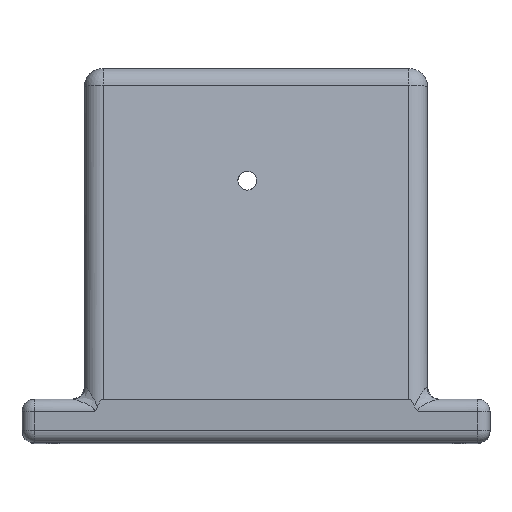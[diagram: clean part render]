
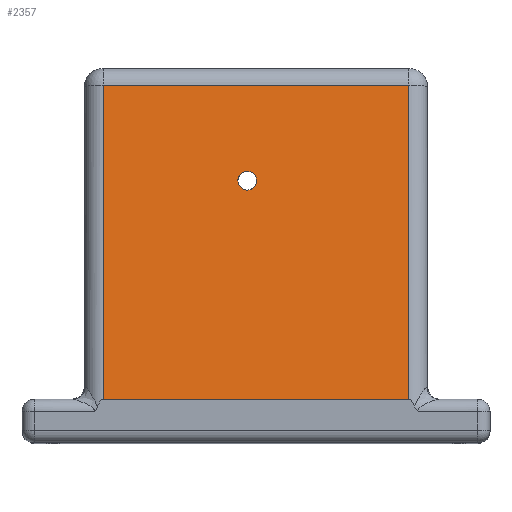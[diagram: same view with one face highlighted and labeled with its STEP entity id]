
A CAD part, top view. The second image highlights one B-rep face of the part: STEP entity #2357.
In plain terms, the highlighted planar face has unit normal (0, 0.113, 0.994).
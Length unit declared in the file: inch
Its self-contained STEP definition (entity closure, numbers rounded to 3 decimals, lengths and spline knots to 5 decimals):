
#273=DIRECTION('',(-1.,0.,0.));
#274=VECTOR('',#273,49.);
#275=CARTESIAN_POINT('',(62.,0.,0.));
#276=LINE('',#275,#274);
#470=DIRECTION('',(0.,-0.994,0.112));
#471=VECTOR('',#470,50.659);
#472=CARTESIAN_POINT('',(62.,50.33747,-5.69858));
#473=LINE('',#472,#471);
#474=DIRECTION('',(0.,0.994,-0.112));
#475=VECTOR('',#474,50.659);
#476=CARTESIAN_POINT('',(13.,0.,0.));
#477=LINE('',#476,#475);
#478=DIRECTION('',(1.,0.,0.));
#479=VECTOR('',#478,49.);
#480=CARTESIAN_POINT('',(13.,50.33747,-5.69858));
#481=LINE('',#480,#479);
#482=CARTESIAN_POINT('',(34.6,35.,-3.96226));
#483=CARTESIAN_POINT('',(34.6,34.82322,-3.94225));
#484=CARTESIAN_POINT('',(34.66436,34.44133,-3.89902));
#485=CARTESIAN_POINT('',(35.00664,33.90766,-3.8386));
#486=CARTESIAN_POINT('',(35.54513,33.56407,-3.79971));
#487=CARTESIAN_POINT('',(36.1,33.46796,-3.78883));
#488=CARTESIAN_POINT('',(36.65487,33.56407,-3.79971));
#489=CARTESIAN_POINT('',(37.19336,33.90766,-3.8386));
#490=CARTESIAN_POINT('',(37.53564,34.44133,-3.89902));
#491=CARTESIAN_POINT('',(37.6,34.82322,-3.94225));
#492=CARTESIAN_POINT('',(37.6,35.,-3.96226));
#494=CARTESIAN_POINT('',(37.6,35.,-3.96226));
#495=CARTESIAN_POINT('',(37.6,35.17678,-3.98228));
#496=CARTESIAN_POINT('',(37.53564,35.55867,-4.02551));
#497=CARTESIAN_POINT('',(37.19336,36.09234,-4.08593));
#498=CARTESIAN_POINT('',(36.65487,36.43593,-4.12482));
#499=CARTESIAN_POINT('',(36.1,36.53204,-4.1357));
#500=CARTESIAN_POINT('',(35.54513,36.43593,-4.12482));
#501=CARTESIAN_POINT('',(35.00664,36.09234,-4.08593));
#502=CARTESIAN_POINT('',(34.66436,35.55867,-4.02551));
#503=CARTESIAN_POINT('',(34.6,35.17678,-3.98228));
#504=CARTESIAN_POINT('',(34.6,35.,-3.96226));
#1545=CARTESIAN_POINT('',(62.,50.33747,-5.69858));
#1546=CARTESIAN_POINT('',(62.,0.,0.));
#1547=VERTEX_POINT('',#1545);
#1548=VERTEX_POINT('',#1546);
#1551=CARTESIAN_POINT('',(13.,50.33747,-5.69858));
#1552=VERTEX_POINT('',#1551);
#1553=CARTESIAN_POINT('',(13.,0.,0.));
#1554=VERTEX_POINT('',#1553);
#1691=VERTEX_POINT('',#482);
#1692=VERTEX_POINT('',#492);
#2340=CARTESIAN_POINT('',(65.,0.,0.));
#2341=DIRECTION('',(0.,0.112,0.994));
#2342=DIRECTION('',(0.,0.994,-0.112));
#2343=AXIS2_PLACEMENT_3D('',#2340,#2341,#2342);
#2344=PLANE('',#2343);
#2345=ORIENTED_EDGE('',*,*,#1987,.T.);
#2346=ORIENTED_EDGE('',*,*,#1974,.T.);
#2348=ORIENTED_EDGE('',*,*,#2347,.T.);
#2349=ORIENTED_EDGE('',*,*,#2188,.T.);
#2350=EDGE_LOOP('',(#2345,#2346,#2348,#2349));
#2351=FACE_OUTER_BOUND('',#2350,.F.);
#2352=ORIENTED_EDGE('',*,*,#2330,.T.);
#2354=ORIENTED_EDGE('',*,*,#2353,.T.);
#2355=EDGE_LOOP('',(#2352,#2354));
#2356=FACE_BOUND('',#2355,.F.);
#493=B_SPLINE_CURVE_WITH_KNOTS('',3,(#482,#483,#484,#485,#486,#487,#488,#489,
#490,#491,#492),.UNSPECIFIED.,.F.,.F.,(4,1,1,1,1,1,1,1,4),(0.,0.125,0.25,
0.375,0.5,0.625,0.75,0.875,1.),.UNSPECIFIED.);
#505=B_SPLINE_CURVE_WITH_KNOTS('',3,(#494,#495,#496,#497,#498,#499,#500,#501,
#502,#503,#504),.UNSPECIFIED.,.F.,.F.,(4,1,1,1,1,1,1,1,4),(0.,0.125,0.25,
0.375,0.5,0.625,0.75,0.875,1.),.UNSPECIFIED.);
#1974=EDGE_CURVE('',#1548,#1554,#276,.T.);
#1987=EDGE_CURVE('',#1547,#1548,#473,.T.);
#2188=EDGE_CURVE('',#1552,#1547,#481,.T.);
#2330=EDGE_CURVE('',#1691,#1692,#493,.T.);
#2347=EDGE_CURVE('',#1554,#1552,#477,.T.);
#2353=EDGE_CURVE('',#1692,#1691,#505,.T.);
#2357=ADVANCED_FACE('',(#2351,#2356),#2344,.T.);
